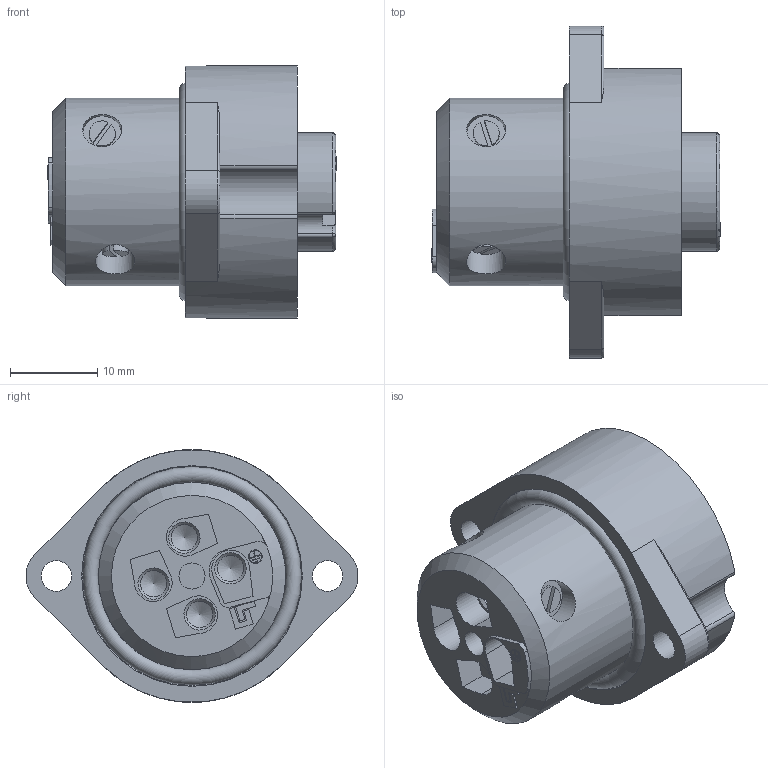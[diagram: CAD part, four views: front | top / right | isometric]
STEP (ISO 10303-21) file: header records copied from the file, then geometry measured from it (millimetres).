
FILE_DESCRIPTION(/* description */ (''),/* implementation_level */ '2;1');
FILE_NAME(/* name */ '09-0212-00-04_bg.stp',/* time_stamp */ '2010-08-17T15:10:01+02:00',/* author */ (''),/* organization */ (''),/* preprocessor_version */ 'ST-DEVELOPER v11',/* originating_system */ 'UGS - NX 5.0',/* authorisation */ '');
FILE_SCHEMA (('CONFIG_CONTROL_DESIGN'));
Length unit declared in the file: millimetre
Products named in the file (1): kborC851amdx
Bounding box: 33.2 x 38.09 x 29 mm (x, y, z)
Volume: 11231.5 mm3; surface area: 7290.2 mm2
Topology: 3 solids, 3 shells, 304 faces, 747 edges, 476 vertices
Faces by surface type: plane 178, cylinder 65, cone 50, torus 9, bspline 2
Full cylindrical faces by diameter (mm): 1.425 x2, 1.575 x2, 2.1 x4, 2.15 x4, 3 x6, 3.5 x2, 4.5 x4, 13.6 x1, 18 x1, 21.5 x1, 23.6 x1, 25.3 x1
Entity records: 8895 total; most frequent: CARTESIAN_POINT 1951, DIRECTION 1453, ORIENTED_EDGE 1326, EDGE_CURVE 663, AXIS2_PLACEMENT_3D 565, VERTEX_POINT 455, EDGE_LOOP 388, LINE 323
